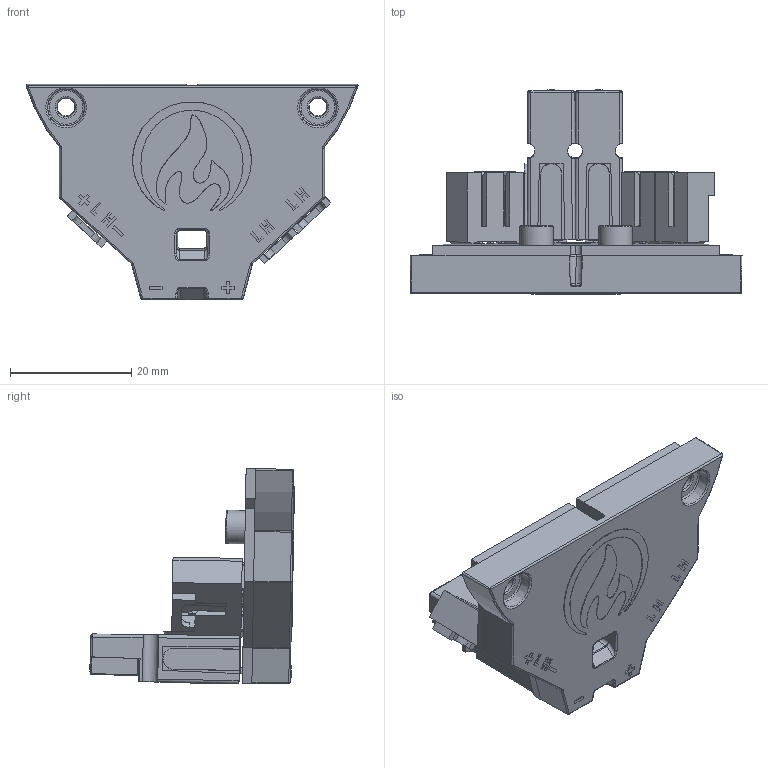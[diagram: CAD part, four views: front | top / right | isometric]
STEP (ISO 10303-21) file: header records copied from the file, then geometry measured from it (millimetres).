
FILE_DESCRIPTION(/* description */ ('STEP AP242','CAx-IF Rec.Pracs.---Representation and Presentation of Product Manufacturing Information (PMI)---4.0---2014-10-13','CAx-IF Rec.Pracs.---3D Tessellated Geometry---0.4---2014-09-14','2;1'),/* implementation_level */ '2;1');
FILE_NAME(/* name */ '67776724258bd87b58d655cc',/* time_stamp */ '2025-01-03T04:27:18Z',/* author */ (''),/* organization */ (''),/* preprocessor_version */ 'ST-DEVELOPER v20',/* originating_system */ 'ONSHAPE BY PTC INC, 1.191',/* authorisation */ ' ');
FILE_SCHEMA (('AP242_MANAGED_MODEL_BASED_3D_ENGINEERING_MIM_LF { 1 0 10303 442 1 1 4 }'));
Products named in the file (1): RF-4003
Bounding box: 54.83 x 33.85 x 35.62 mm (x, y, z)
Volume: 8757.7 mm3; surface area: 12067 mm2
Topology: 1 solids, 2 shells, 1542 faces, 4012 edges, 2540 vertices
Faces by surface type: plane 936, cylinder 354, torus 116, bspline 50, sphere 44, cone 42
Full cylindrical faces by diameter (mm): 1.092 x8, 1.27 x2, 2.946 x2, 2.997 x2, 3.658 x2, 5.08 x2, 5.512 x2, 7.62 x2
Entity records: 54453 total; most frequent: CARTESIAN_POINT 13409, ORIENTED_EDGE 7912, DIRECTION 6529, EDGE_CURVE 3956, LINE 2643, VECTOR 2643, VERTEX_POINT 2525, AXIS2_PLACEMENT_3D 1943
